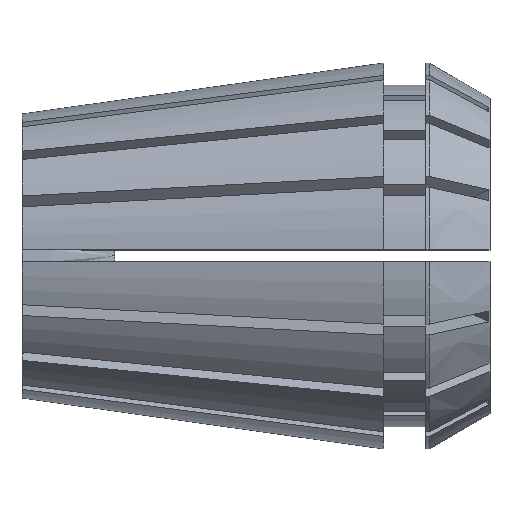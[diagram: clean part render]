
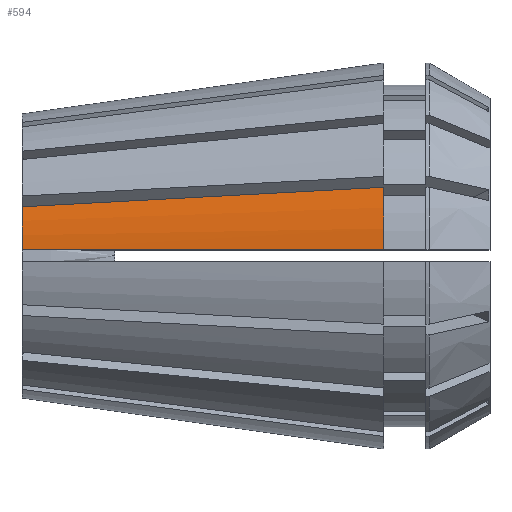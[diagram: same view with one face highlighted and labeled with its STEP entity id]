
A CAD part, top view. The second image highlights one B-rep face of the part: STEP entity #594.
In plain terms, the highlighted conical face has half-angle 8 degrees and reference radius 16.5 mm.
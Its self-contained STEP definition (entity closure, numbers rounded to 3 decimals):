
#103 = FACE_OUTER_BOUND ( 'NONE', #2672, .T. ) ;
#125 = CARTESIAN_POINT ( 'NONE',  ( 18.581, 0.5, 14.761 ) ) ;
#545 = CARTESIAN_POINT ( 'NONE',  ( 3.861, 0.5, 12.69 ) ) ;
#594 = ADVANCED_FACE ( 'NONE', ( #103 ), #4395, .T. ) ;
#673 = AXIS2_PLACEMENT_3D ( 'NONE', #1219, #1279, #1204 ) ;
#799 = CARTESIAN_POINT ( 'NONE',  ( 0., 0., 0. ) ) ;
#804 = ORIENTED_EDGE ( 'NONE', *, *, #2472, .T. ) ;
#983 = CARTESIAN_POINT ( 'NONE',  ( 29.247, 0.5, 16.26 ) ) ;
#1006 = CARTESIAN_POINT ( 'NONE',  ( 1.287, 0.5, 12.328 ) ) ;
#1204 = DIRECTION ( 'NONE',  ( 0., 0., -1. ) ) ;
#1219 = CARTESIAN_POINT ( 'NONE',  ( 30.9, 0., 0. ) ) ;
#1253 = DIRECTION ( 'NONE',  ( 0., 0., 1. ) ) ;
#1279 = DIRECTION ( 'NONE',  ( 1., 0., 0. ) ) ;
#1340 = VERTEX_POINT ( 'NONE', #3503 ) ;
#1422 = CARTESIAN_POINT ( 'NONE',  ( 27.594, 0.5, 16.028 ) ) ;
#1627 = CARTESIAN_POINT ( 'NONE',  ( 0., 0.5, 12.147 ) ) ;
#1835 = AXIS2_PLACEMENT_3D ( 'NONE', #799, #3819, #1253 ) ;
#1866 = CARTESIAN_POINT ( 'NONE',  ( 0., 4.187, 11.414 ) ) ;
#2156 = VERTEX_POINT ( 'NONE', #3043 ) ;
#2317 = CARTESIAN_POINT ( 'NONE',  ( 30.9, 0.5, 16.493 ) ) ;
#2376 = CARTESIAN_POINT ( 'NONE',  ( 30.9, 0., 0. ) ) ;
#2465 = ORIENTED_EDGE ( 'NONE', *, *, #4034, .F. ) ;
#2472 = EDGE_CURVE ( 'NONE', #5149, #2156, #3476, .T. ) ;
#2672 = EDGE_LOOP ( 'NONE', ( #804, #2723, #2465, #3243 ) ) ;
#2723 = ORIENTED_EDGE ( 'NONE', *, *, #4485, .T. ) ;
#2733 = CARTESIAN_POINT ( 'NONE',  ( 25.941, 0.5, 15.795 ) ) ;
#2785 = DIRECTION ( 'NONE',  ( 0., 0., 1. ) ) ;
#2886 = CIRCLE ( 'NONE', #1835, 12.158 ) ;
#3043 = CARTESIAN_POINT ( 'NONE',  ( 30.9, 5.85, 15.429 ) ) ;
#3053 = AXIS2_PLACEMENT_3D ( 'NONE', #2376, #5274, #2785 ) ;
#3166 = CARTESIAN_POINT ( 'NONE',  ( 11.221, 0.5, 13.726 ) ) ;
#3243 = ORIENTED_EDGE ( 'NONE', *, *, #4489, .F. ) ;
#3476 = CIRCLE ( 'NONE', #3053, 16.5 ) ;
#3503 = CARTESIAN_POINT ( 'NONE',  ( 0., 4.187, 11.414 ) ) ;
#3573 = CARTESIAN_POINT ( 'NONE',  ( 30.9, 5.85, 15.429 ) ) ;
#3589 = CARTESIAN_POINT ( 'NONE',  ( 2.574, 0.5, 12.509 ) ) ;
#3819 = DIRECTION ( 'NONE',  ( -1., 0., 0. ) ) ;
#3999 = CARTESIAN_POINT ( 'NONE',  ( 0., 0.5, 12.147 ) ) ;
#4034 = EDGE_CURVE ( 'NONE', #5262, #1340, #2886, .T. ) ;
#4373 = CARTESIAN_POINT ( 'NONE',  ( 20.6, 5.295, 14.091 ) ) ;
#4395 = CONICAL_SURFACE ( 'NONE', #673, 16.5, 0.14 ) ;
#4407 = CARTESIAN_POINT ( 'NONE',  ( 10.3, 4.741, 12.753 ) ) ;
#4485 = EDGE_CURVE ( 'NONE', #2156, #1340, #5261, .T. ) ;
#4489 = EDGE_CURVE ( 'NONE', #5149, #5262, #5040, .T. ) ;
#4930 = CARTESIAN_POINT ( 'NONE',  ( 30.9, 0.5, 16.493 ) ) ;
#5040 = B_SPLINE_CURVE_WITH_KNOTS ( 'NONE', 3,
 ( #2317, #983, #1422, #2733, #125, #3166, #545, #3589, #1006, #3999 ),
 .UNSPECIFIED., .F., .F.,
 ( 4, 3, 3, 4 ),
 ( 0.064, 0.069, 0.091, 0.095 ),
 .UNSPECIFIED. ) ;
#5149 = VERTEX_POINT ( 'NONE', #4930 ) ;
#5261 = B_SPLINE_CURVE_WITH_KNOTS ( 'NONE', 3,
 ( #3573, #4373, #4407, #1866 ),
 .UNSPECIFIED., .F., .F.,
 ( 4, 4 ),
 ( 0., 0.031 ),
 .UNSPECIFIED. ) ;
#5262 = VERTEX_POINT ( 'NONE', #1627 ) ;
#5274 = DIRECTION ( 'NONE',  ( -1., 0., 0. ) ) ;
